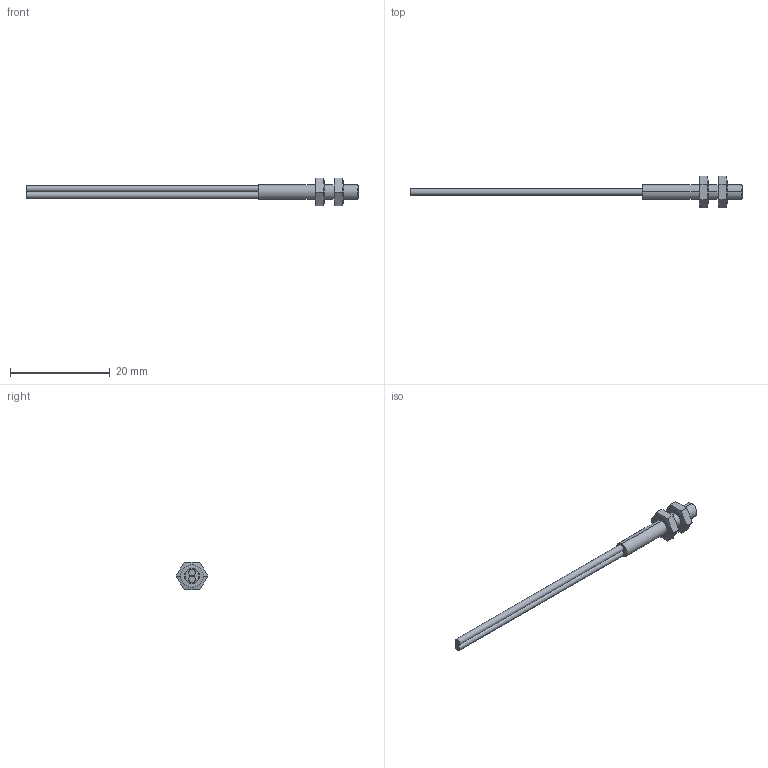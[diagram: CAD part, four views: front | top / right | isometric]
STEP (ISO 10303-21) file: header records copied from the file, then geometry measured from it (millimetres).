
FILE_DESCRIPTION (( 'STEP AP214' ), '1' );
FILE_NAME ('OPT2053.STEP', '2016-02-24T14:33:27', ( '' ), ( '' ), 'SwSTEP 2.0', 'SolidWorks 2014', '' );
FILE_SCHEMA (( 'AUTOMOTIVE_DESIGN' ));
Length unit declared in the file: inch
Products named in the file (1): OPT2053
Bounding box: 66.5 x 6.35 x 5.5 mm (x, y, z)
Volume: 331.1 mm3; surface area: 679.7 mm2
Topology: 1 solids, 1 shells, 40 faces, 87 edges, 54 vertices
Faces by surface type: plane 19, cone 12, cylinder 9
Entity records: 1173 total; most frequent: CARTESIAN_POINT 278, DIRECTION 175, ORIENTED_EDGE 174, EDGE_CURVE 87, AXIS2_PLACEMENT_3D 71, VERTEX_POINT 54, EDGE_LOOP 45, FACE_OUTER_BOUND 40
